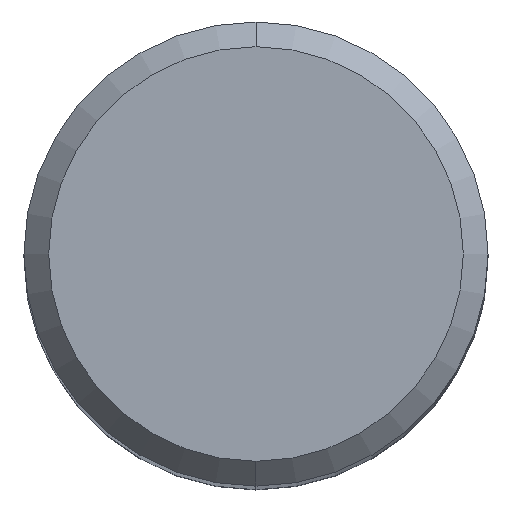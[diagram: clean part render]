
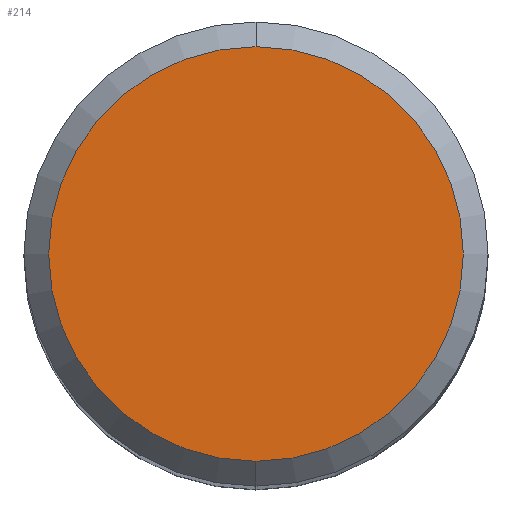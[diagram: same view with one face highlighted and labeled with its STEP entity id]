
A CAD part, top view. The second image highlights one B-rep face of the part: STEP entity #214.
In plain terms, the highlighted planar face has unit normal (0, 0, 1).
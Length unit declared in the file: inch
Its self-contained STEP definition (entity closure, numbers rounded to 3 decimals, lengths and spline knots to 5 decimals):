
#4 = AXIS2_PLACEMENT_3D ( 'NONE', #292, #264, #400 ) ;
#25 = DIRECTION ( 'NONE',  ( 0., -1., 0. ) ) ;
#42 = DIRECTION ( 'NONE',  ( 0., 0., 1. ) ) ;
#61 = ORIENTED_EDGE ( 'NONE', *, *, #319, .T. ) ;
#87 = EDGE_CURVE ( 'NONE', #255, #263, #143, .T. ) ;
#90 = ORIENTED_EDGE ( 'NONE', *, *, #87, .T. ) ;
#143 = CIRCLE ( 'NONE', #365, 0.1675 ) ;
#156 = CARTESIAN_POINT ( 'NONE',  ( 0., 0.1675, 0. ) ) ;
#171 = PLANE ( 'NONE',  #4 ) ;
#175 = AXIS2_PLACEMENT_3D ( 'NONE', #316, #42, #25 ) ;
#195 = DIRECTION ( 'NONE',  ( 0., -1., 0. ) ) ;
#200 = EDGE_LOOP ( 'NONE', ( #90, #61 ) ) ;
#214 = ADVANCED_FACE ( 'NONE', ( #290 ), #171, .F. ) ;
#232 = DIRECTION ( 'NONE',  ( 0., 0., 1. ) ) ;
#235 = CARTESIAN_POINT ( 'NONE',  ( 0., -0.1675, 0. ) ) ;
#255 = VERTEX_POINT ( 'NONE', #156 ) ;
#263 = VERTEX_POINT ( 'NONE', #235 ) ;
#264 = DIRECTION ( 'NONE',  ( 0., 0., -1. ) ) ;
#290 = FACE_OUTER_BOUND ( 'NONE', #200, .T. ) ;
#292 = CARTESIAN_POINT ( 'NONE',  ( 0., 0.1675, 0. ) ) ;
#316 = CARTESIAN_POINT ( 'NONE',  ( 0., 0., 0. ) ) ;
#319 = EDGE_CURVE ( 'NONE', #263, #255, #358, .T. ) ;
#358 = CIRCLE ( 'NONE', #175, 0.1675 ) ;
#360 = CARTESIAN_POINT ( 'NONE',  ( 0., 0., 0. ) ) ;
#365 = AXIS2_PLACEMENT_3D ( 'NONE', #360, #232, #195 ) ;
#400 = DIRECTION ( 'NONE',  ( 0., 1., 0. ) ) ;
